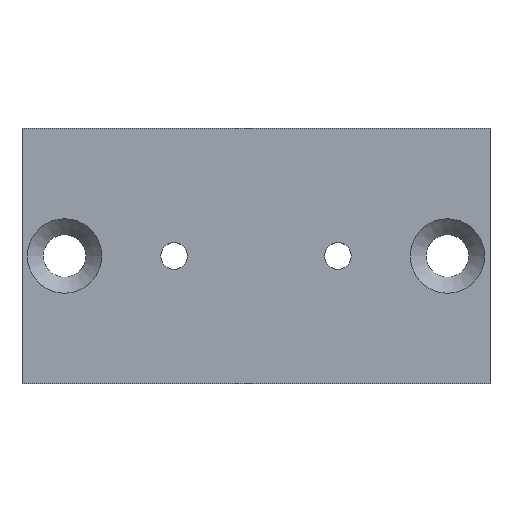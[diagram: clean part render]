
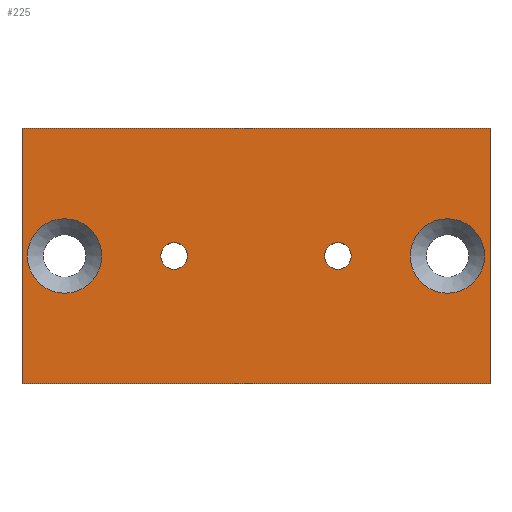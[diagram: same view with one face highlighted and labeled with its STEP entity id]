
A CAD part, top view. The second image highlights one B-rep face of the part: STEP entity #225.
In plain terms, the highlighted planar face has unit normal (0, 0, 1).
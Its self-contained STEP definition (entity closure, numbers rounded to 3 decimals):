
#15=FACE_BOUND('',#56,.T.);
#16=FACE_BOUND('',#57,.T.);
#17=FACE_BOUND('',#58,.T.);
#18=FACE_BOUND('',#59,.T.);
#27=PLANE('',#261);
#43=FACE_OUTER_BOUND('',#55,.T.);
#55=EDGE_LOOP('',(#197,#198,#199,#200));
#56=EDGE_LOOP('',(#201));
#57=EDGE_LOOP('',(#202));
#58=EDGE_LOOP('',(#203));
#59=EDGE_LOOP('',(#204));
#73=LINE('',#367,#91);
#76=LINE('',#373,#94);
#79=LINE('',#379,#97);
#82=LINE('',#383,#100);
#91=VECTOR('',#307,10.);
#94=VECTOR('',#312,10.);
#97=VECTOR('',#317,10.);
#100=VECTOR('',#322,10.);
#101=CIRCLE('',#242,1.75);
#103=CIRCLE('',#245,1.75);
#106=CIRCLE('',#250,0.625);
#108=CIRCLE('',#253,0.625);
#111=VERTEX_POINT('',#329);
#113=VERTEX_POINT('',#335);
#116=VERTEX_POINT('',#345);
#118=VERTEX_POINT('',#351);
#123=VERTEX_POINT('',#364);
#124=VERTEX_POINT('',#366);
#126=VERTEX_POINT('',#372);
#128=VERTEX_POINT('',#378);
#129=EDGE_CURVE('',#111,#111,#101,.T.);
#132=EDGE_CURVE('',#113,#113,#103,.T.);
#137=EDGE_CURVE('',#116,#116,#106,.T.);
#140=EDGE_CURVE('',#118,#118,#108,.T.);
#147=EDGE_CURVE('',#124,#123,#73,.T.);
#150=EDGE_CURVE('',#126,#124,#76,.T.);
#153=EDGE_CURVE('',#128,#126,#79,.T.);
#156=EDGE_CURVE('',#123,#128,#82,.T.);
#197=ORIENTED_EDGE('',*,*,#156,.T.);
#198=ORIENTED_EDGE('',*,*,#153,.T.);
#199=ORIENTED_EDGE('',*,*,#150,.T.);
#200=ORIENTED_EDGE('',*,*,#147,.T.);
#201=ORIENTED_EDGE('',*,*,#129,.T.);
#202=ORIENTED_EDGE('',*,*,#132,.T.);
#203=ORIENTED_EDGE('',*,*,#140,.T.);
#204=ORIENTED_EDGE('',*,*,#137,.T.);
#225=ADVANCED_FACE('',(#43,#15,#16,#17,#18),#27,.T.);
#242=AXIS2_PLACEMENT_3D('',#330,#267,#268);
#245=AXIS2_PLACEMENT_3D('',#336,#274,#275);
#250=AXIS2_PLACEMENT_3D('',#346,#286,#287);
#253=AXIS2_PLACEMENT_3D('',#352,#293,#294);
#261=AXIS2_PLACEMENT_3D('',#384,#323,#324);
#267=DIRECTION('center_axis',(0.,0.,-1.));
#268=DIRECTION('ref_axis',(1.,0.,0.));
#274=DIRECTION('center_axis',(0.,0.,-1.));
#275=DIRECTION('ref_axis',(1.,0.,0.));
#286=DIRECTION('center_axis',(0.,0.,-1.));
#287=DIRECTION('ref_axis',(1.,0.,0.));
#293=DIRECTION('center_axis',(0.,0.,-1.));
#294=DIRECTION('ref_axis',(1.,0.,0.));
#307=DIRECTION('',(0.,-1.,0.));
#312=DIRECTION('',(-1.,0.,0.));
#317=DIRECTION('',(0.,1.,0.));
#322=DIRECTION('',(1.,0.,0.));
#323=DIRECTION('center_axis',(0.,0.,1.));
#324=DIRECTION('ref_axis',(1.,0.,0.));
#329=CARTESIAN_POINT('',(-10.75,-41.5,12.));
#330=CARTESIAN_POINT('Origin',(-9.,-41.5,12.));
#335=CARTESIAN_POINT('',(7.25,-41.5,12.));
#336=CARTESIAN_POINT('Origin',(9.,-41.5,12.));
#345=CARTESIAN_POINT('',(-4.475,-41.5,12.));
#346=CARTESIAN_POINT('Origin',(-3.85,-41.5,12.));
#351=CARTESIAN_POINT('',(3.225,-41.5,12.));
#352=CARTESIAN_POINT('Origin',(3.85,-41.5,12.));
#364=CARTESIAN_POINT('',(-11.,-47.5,12.));
#366=CARTESIAN_POINT('',(-11.,-35.5,12.));
#367=CARTESIAN_POINT('',(-11.,-47.5,12.));
#372=CARTESIAN_POINT('',(11.,-35.5,12.));
#373=CARTESIAN_POINT('',(-11.,-35.5,12.));
#378=CARTESIAN_POINT('',(11.,-47.5,12.));
#379=CARTESIAN_POINT('',(11.,-35.5,12.));
#383=CARTESIAN_POINT('',(11.,-47.5,12.));
#384=CARTESIAN_POINT('Origin',(0.,-41.5,12.));
